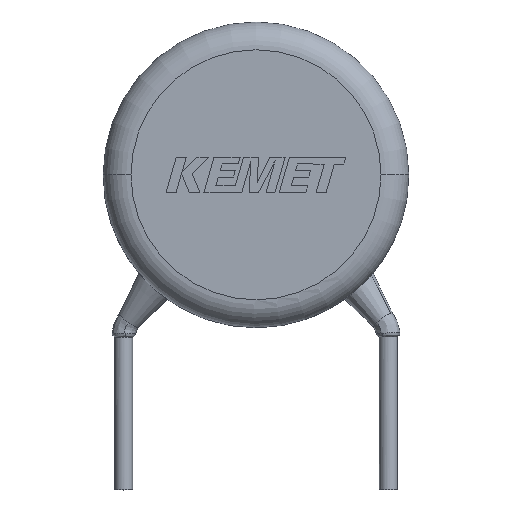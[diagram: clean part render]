
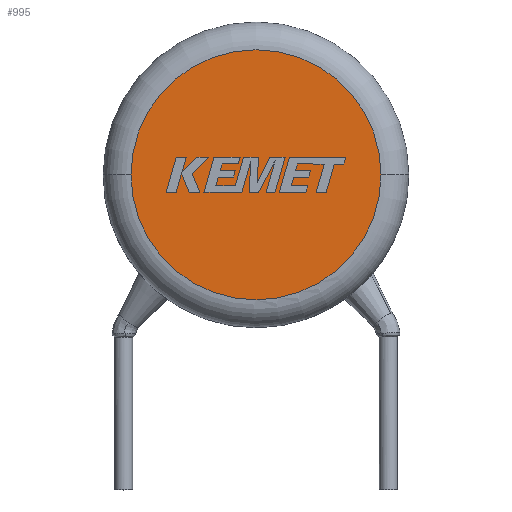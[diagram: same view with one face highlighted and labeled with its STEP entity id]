
A CAD part, top view. The second image highlights one B-rep face of the part: STEP entity #995.
In plain terms, the highlighted planar face has unit normal (0, 0, 1).
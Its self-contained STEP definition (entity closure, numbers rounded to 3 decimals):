
#29 = EDGE_CURVE ( 'NONE', #2084, #1885, #2484, .T. ) ;
#44 = CARTESIAN_POINT ( 'NONE',  ( 0., 0., 5.5 ) ) ;
#217 = DIRECTION ( 'NONE',  ( 0., 0., 1. ) ) ;
#265 = FACE_OUTER_BOUND ( 'NONE', #3709, .T. ) ;
#797 = AXIS2_PLACEMENT_3D ( 'NONE', #4152, #217, #2528 ) ;
#995 = ADVANCED_FACE ( 'NONE', ( #265 ), #1964, .T. ) ;
#1153 = ORIENTED_EDGE ( 'NONE', *, *, #1648, .T. ) ;
#1362 = CARTESIAN_POINT ( 'NONE',  ( 0., 0., 5.5 ) ) ;
#1648 = EDGE_CURVE ( 'NONE', #1885, #2084, #4085, .T. ) ;
#1885 = VERTEX_POINT ( 'NONE', #2993 ) ;
#1964 = PLANE ( 'NONE',  #3391 ) ;
#2084 = VERTEX_POINT ( 'NONE', #2774 ) ;
#2296 = DIRECTION ( 'NONE',  ( 0., 0., 1. ) ) ;
#2484 = CIRCLE ( 'NONE', #2761, 4.5 ) ;
#2528 = DIRECTION ( 'NONE',  ( 1., 0., 0. ) ) ;
#2700 = DIRECTION ( 'NONE',  ( 1., 0., 0. ) ) ;
#2761 = AXIS2_PLACEMENT_3D ( 'NONE', #44, #4030, #3386 ) ;
#2774 = CARTESIAN_POINT ( 'NONE',  ( 4.5, 0., 5.5 ) ) ;
#2993 = CARTESIAN_POINT ( 'NONE',  ( -4.5, 0., 5.5 ) ) ;
#3351 = ORIENTED_EDGE ( 'NONE', *, *, #29, .T. ) ;
#3386 = DIRECTION ( 'NONE',  ( 1., 0., 0. ) ) ;
#3391 = AXIS2_PLACEMENT_3D ( 'NONE', #1362, #2296, #2700 ) ;
#3709 = EDGE_LOOP ( 'NONE', ( #3351, #1153 ) ) ;
#4030 = DIRECTION ( 'NONE',  ( 0., 0., 1. ) ) ;
#4085 = CIRCLE ( 'NONE', #797, 4.5 ) ;
#4152 = CARTESIAN_POINT ( 'NONE',  ( 0., 0., 5.5 ) ) ;
